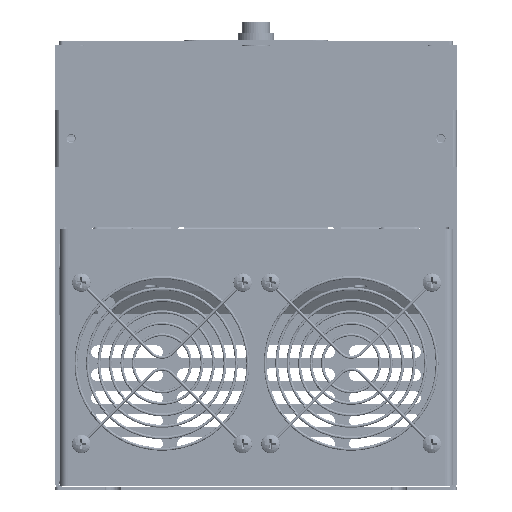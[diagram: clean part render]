
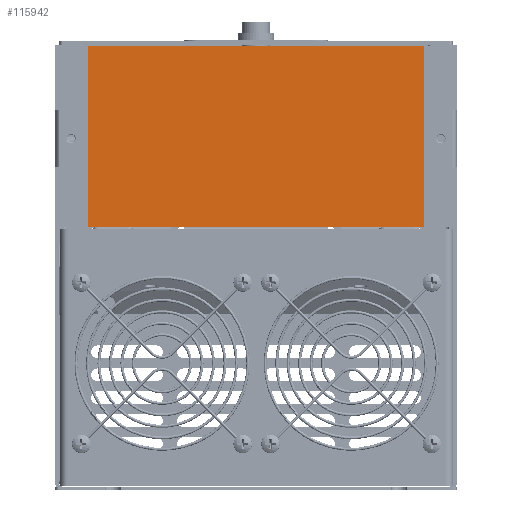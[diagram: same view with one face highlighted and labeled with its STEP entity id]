
A CAD part, front view. The second image highlights one B-rep face of the part: STEP entity #115942.
In plain terms, the highlighted face is planar.
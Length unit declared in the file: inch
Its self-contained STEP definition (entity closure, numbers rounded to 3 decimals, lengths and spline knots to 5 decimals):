
#12318 = VECTOR ( 'NONE', #142461, 39.37008 ) ;
#18696 = CARTESIAN_POINT ( 'NONE',  ( 6.36, 0., 0. ) ) ;
#19459 = VERTEX_POINT ( 'NONE', #63770 ) ;
#26371 = VERTEX_POINT ( 'NONE', #80690 ) ;
#30501 = CARTESIAN_POINT ( 'NONE',  ( 0., 3.15, 0. ) ) ;
#32120 = LINE ( 'NONE', #98765, #80298 ) ;
#32264 = ORIENTED_EDGE ( 'NONE', *, *, #32892, .T. ) ;
#32892 = EDGE_CURVE ( 'NONE', #145712, #26371, #37938, .T. ) ;
#35205 = EDGE_CURVE ( 'NONE', #133515, #26371, #110505, .T. ) ;
#36845 = EDGE_CURVE ( 'NONE', #133515, #19459, #122319, .T. ) ;
#37938 = LINE ( 'NONE', #139471, #106670 ) ;
#43081 = VECTOR ( 'NONE', #43778, 39.37008 ) ;
#43778 = DIRECTION ( 'NONE',  ( -1., 0., 0. ) ) ;
#50022 = ORIENTED_EDGE ( 'NONE', *, *, #36845, .T. ) ;
#58302 = CARTESIAN_POINT ( 'NONE',  ( 6.36, 3.15, 0. ) ) ;
#63770 = CARTESIAN_POINT ( 'NONE',  ( 0.5, 3.15, 0. ) ) ;
#76490 = EDGE_CURVE ( 'NONE', #145712, #19459, #32120, .T. ) ;
#80298 = VECTOR ( 'NONE', #144009, 39.37008 ) ;
#80486 = PLANE ( 'NONE',  #98713 ) ;
#80690 = CARTESIAN_POINT ( 'NONE',  ( 6.36, 0., 0. ) ) ;
#81229 = DIRECTION ( 'NONE',  ( -1., 0., 0. ) ) ;
#84574 = DIRECTION ( 'NONE',  ( 1., 0., 0. ) ) ;
#92329 = FACE_OUTER_BOUND ( 'NONE', #119740, .T. ) ;
#98713 = AXIS2_PLACEMENT_3D ( 'NONE', #137596, #104215, #81229 ) ;
#98765 = CARTESIAN_POINT ( 'NONE',  ( 0.5, 0., 0. ) ) ;
#103584 = ORIENTED_EDGE ( 'NONE', *, *, #76490, .F. ) ;
#104215 = DIRECTION ( 'NONE',  ( 0., 0., -1. ) ) ;
#106670 = VECTOR ( 'NONE', #84574, 39.37008 ) ;
#110505 = LINE ( 'NONE', #18696, #12318 ) ;
#115942 = ADVANCED_FACE ( 'NONE', ( #92329 ), #80486, .F. ) ;
#119451 = ORIENTED_EDGE ( 'NONE', *, *, #35205, .F. ) ;
#119740 = EDGE_LOOP ( 'NONE', ( #119451, #50022, #103584, #32264 ) ) ;
#122319 = LINE ( 'NONE', #30501, #43081 ) ;
#132526 = CARTESIAN_POINT ( 'NONE',  ( 0.5, 0., 0. ) ) ;
#133515 = VERTEX_POINT ( 'NONE', #58302 ) ;
#137596 = CARTESIAN_POINT ( 'NONE',  ( 0., 0., 0. ) ) ;
#139471 = CARTESIAN_POINT ( 'NONE',  ( 0., 0., 0. ) ) ;
#142461 = DIRECTION ( 'NONE',  ( 0., -1., 0. ) ) ;
#144009 = DIRECTION ( 'NONE',  ( 0., 1., 0. ) ) ;
#145712 = VERTEX_POINT ( 'NONE', #132526 ) ;
